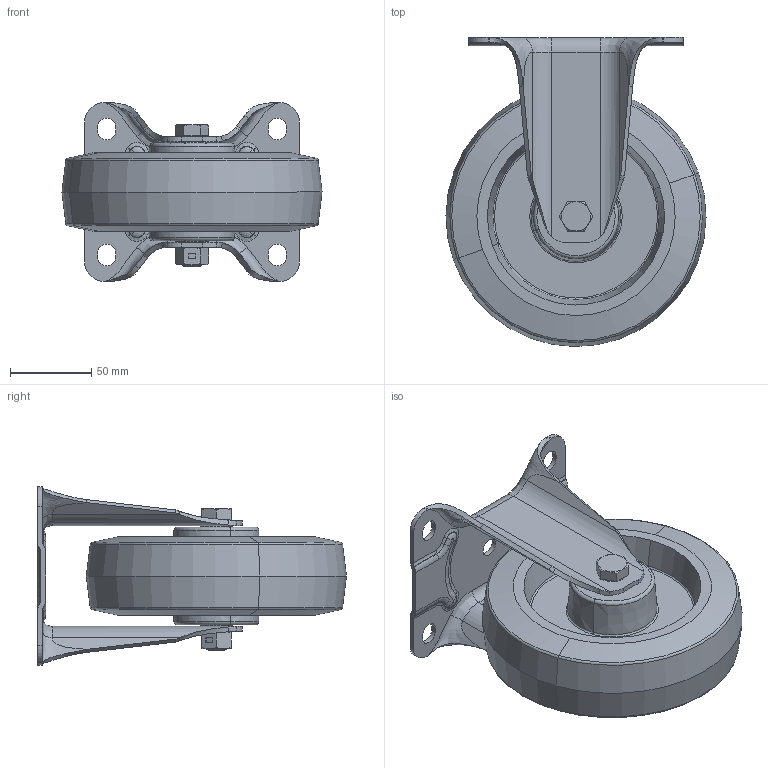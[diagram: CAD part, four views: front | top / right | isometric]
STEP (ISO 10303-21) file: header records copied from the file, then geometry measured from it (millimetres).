
FILE_DESCRIPTION (( 'STEP AP214' ), '1' );
FILE_NAME ('0055783.step', '2023-07-26T12:56:00', ( '' ), ( '' ), 'SwSTEP 2.0', 'SolidWorks 2020', '' );
FILE_SCHEMA (( 'AUTOMOTIVE_DESIGN' ));
Length unit declared in the file: millimetre
Products named in the file (1): 0055783
Bounding box: 159.99 x 190 x 110 mm (x, y, z)
Volume: 783005.1 mm3; surface area: 183485.3 mm2
Topology: 6 solids, 6 shells, 342 faces, 790 edges, 466 vertices
Faces by surface type: bspline 116, plane 96, cylinder 64, cone 40, torus 26
Entity records: 23909 total; most frequent: CARTESIAN_POINT 13025, ORIENTED_EDGE 1580, DIRECTION 1300, EDGE_CURVE 790, AXIS2_PLACEMENT_3D 497, VERTEX_POINT 466, EDGE_LOOP 370, UNCERTAINTY_MEASURE_WITH_UNIT 350
